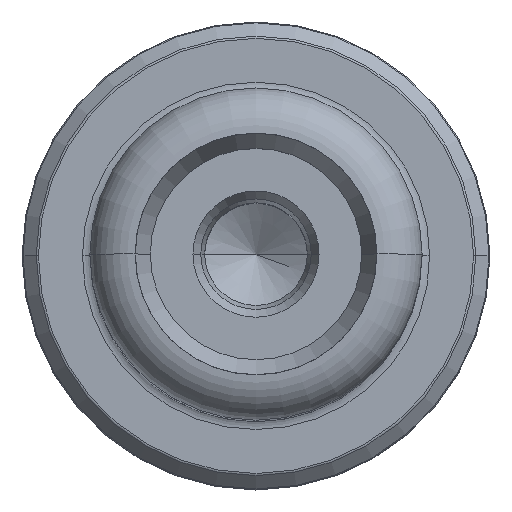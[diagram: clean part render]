
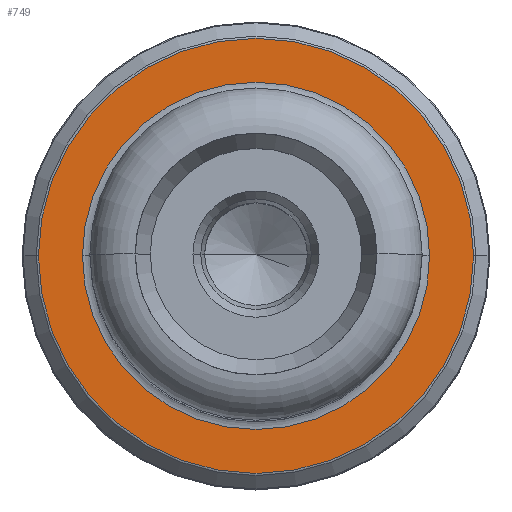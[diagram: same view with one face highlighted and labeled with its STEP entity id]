
A CAD part, top view. The second image highlights one B-rep face of the part: STEP entity #749.
In plain terms, the highlighted planar face has unit normal (0, 0, 1).
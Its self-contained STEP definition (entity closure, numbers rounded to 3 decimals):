
#153 = AXIS2_PLACEMENT_3D ( 'NONE', #2518, #1659, #2559 ) ;
#215 = DIRECTION ( 'NONE',  ( 0., 0., 1. ) ) ;
#256 = DIRECTION ( 'NONE',  ( 1., 0., 0. ) ) ;
#292 = CARTESIAN_POINT ( 'NONE',  ( 0., 0., 24. ) ) ;
#398 = CARTESIAN_POINT ( 'NONE',  ( 0., 0., 24. ) ) ;
#437 = AXIS2_PLACEMENT_3D ( 'NONE', #3567, #3265, #2373 ) ;
#508 = VERTEX_POINT ( 'NONE', #2520 ) ;
#749 = ADVANCED_FACE ( 'NONE', ( #3249, #2053 ), #1460, .T. ) ;
#772 = EDGE_CURVE ( 'NONE', #1461, #508, #3680, .T. ) ;
#784 = CIRCLE ( 'NONE', #1919, 14.417 ) ;
#802 = CIRCLE ( 'NONE', #989, 11.503 ) ;
#847 = CARTESIAN_POINT ( 'NONE',  ( 11.503, 0., 24. ) ) ;
#854 = ORIENTED_EDGE ( 'NONE', *, *, #772, .F. ) ;
#868 = CARTESIAN_POINT ( 'NONE',  ( 14.417, 0., 24. ) ) ;
#989 = AXIS2_PLACEMENT_3D ( 'NONE', #3525, #3230, #2939 ) ;
#1145 = DIRECTION ( 'NONE',  ( 0., 0., 1. ) ) ;
#1460 = PLANE ( 'NONE',  #2868 ) ;
#1461 = VERTEX_POINT ( 'NONE', #847 ) ;
#1525 = CIRCLE ( 'NONE', #153, 14.417 ) ;
#1658 = VERTEX_POINT ( 'NONE', #868 ) ;
#1659 = DIRECTION ( 'NONE',  ( 0., 0., 1. ) ) ;
#1919 = AXIS2_PLACEMENT_3D ( 'NONE', #398, #215, #2015 ) ;
#2015 = DIRECTION ( 'NONE',  ( 1., 0., 0. ) ) ;
#2053 = FACE_OUTER_BOUND ( 'NONE', #2848, .T. ) ;
#2373 = DIRECTION ( 'NONE',  ( -1., 0., 0. ) ) ;
#2518 = CARTESIAN_POINT ( 'NONE',  ( 0., 0., 24. ) ) ;
#2520 = CARTESIAN_POINT ( 'NONE',  ( -11.503, 0., 24. ) ) ;
#2543 = EDGE_CURVE ( 'NONE', #3530, #1658, #784, .T. ) ;
#2559 = DIRECTION ( 'NONE',  ( 1., 0., 0. ) ) ;
#2734 = EDGE_CURVE ( 'NONE', #508, #1461, #802, .T. ) ;
#2848 = EDGE_LOOP ( 'NONE', ( #3161, #3090 ) ) ;
#2868 = AXIS2_PLACEMENT_3D ( 'NONE', #292, #1145, #256 ) ;
#2898 = EDGE_LOOP ( 'NONE', ( #3655, #854 ) ) ;
#2939 = DIRECTION ( 'NONE',  ( -1., 0., 0. ) ) ;
#3090 = ORIENTED_EDGE ( 'NONE', *, *, #2543, .T. ) ;
#3108 = CARTESIAN_POINT ( 'NONE',  ( -14.417, 0., 24. ) ) ;
#3161 = ORIENTED_EDGE ( 'NONE', *, *, #3213, .T. ) ;
#3213 = EDGE_CURVE ( 'NONE', #1658, #3530, #1525, .T. ) ;
#3230 = DIRECTION ( 'NONE',  ( 0., 0., 1. ) ) ;
#3249 = FACE_BOUND ( 'NONE', #2898, .T. ) ;
#3265 = DIRECTION ( 'NONE',  ( 0., 0., 1. ) ) ;
#3525 = CARTESIAN_POINT ( 'NONE',  ( 0., 0., 24. ) ) ;
#3530 = VERTEX_POINT ( 'NONE', #3108 ) ;
#3567 = CARTESIAN_POINT ( 'NONE',  ( 0., 0., 24. ) ) ;
#3655 = ORIENTED_EDGE ( 'NONE', *, *, #2734, .F. ) ;
#3680 = CIRCLE ( 'NONE', #437, 11.503 ) ;
